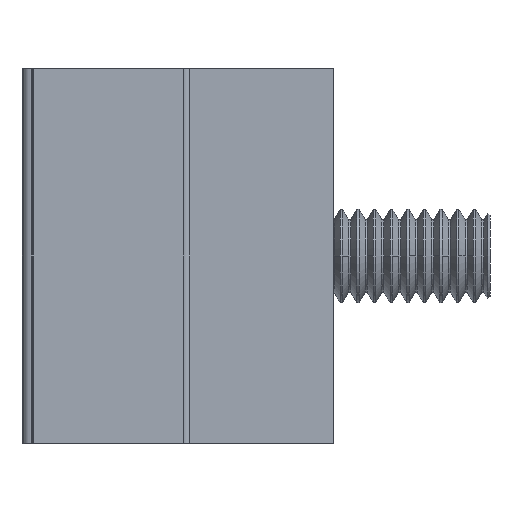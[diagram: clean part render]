
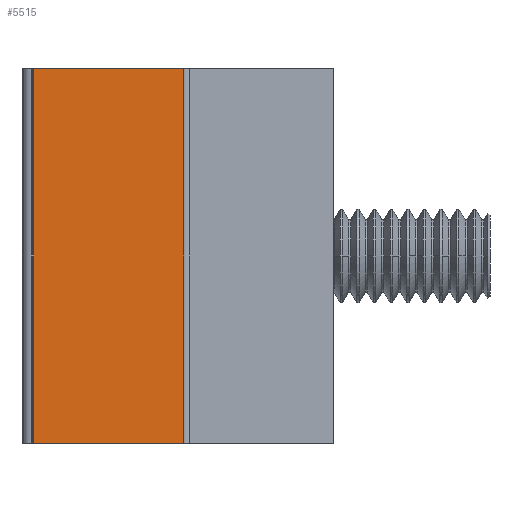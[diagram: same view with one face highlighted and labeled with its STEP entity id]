
A CAD part, left-side view. The second image highlights one B-rep face of the part: STEP entity #5515.
In plain terms, the highlighted planar face has unit normal (-1, 0, 0).
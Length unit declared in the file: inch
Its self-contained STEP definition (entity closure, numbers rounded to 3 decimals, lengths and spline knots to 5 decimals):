
#147 = LINE ( 'NONE', #1838, #3777 ) ;
#273 = DIRECTION ( 'NONE',  ( 0., 0., -1. ) ) ;
#388 = ORIENTED_EDGE ( 'NONE', *, *, #2188, .T. ) ;
#461 = FACE_OUTER_BOUND ( 'NONE', #7110, .T. ) ;
#541 = CARTESIAN_POINT ( 'NONE',  ( -1., -0.5, 0.625 ) ) ;
#716 = DIRECTION ( 'NONE',  ( 0., 1., 0. ) ) ;
#797 = DIRECTION ( 'NONE',  ( 0., 0., -1. ) ) ;
#931 = LINE ( 'NONE', #4196, #5429 ) ;
#974 = CARTESIAN_POINT ( 'NONE',  ( -1., -0.5, 0.625 ) ) ;
#1838 = CARTESIAN_POINT ( 'NONE',  ( -1., -0.52, -0.625 ) ) ;
#1871 = VERTEX_POINT ( 'NONE', #2374 ) ;
#2188 = EDGE_CURVE ( 'NONE', #5711, #7058, #931, .T. ) ;
#2340 = EDGE_CURVE ( 'NONE', #1871, #5711, #4552, .T. ) ;
#2374 = CARTESIAN_POINT ( 'NONE',  ( -1., -0.5, 0.625 ) ) ;
#2897 = CARTESIAN_POINT ( 'NONE',  ( -1., -0.52, 0.625 ) ) ;
#2952 = CARTESIAN_POINT ( 'NONE',  ( -1., 0., 0.625 ) ) ;
#3328 = DIRECTION ( 'NONE',  ( 0., 0., -1. ) ) ;
#3728 = EDGE_CURVE ( 'NONE', #4997, #7058, #147, .T. ) ;
#3777 = VECTOR ( 'NONE', #716, 39.37008 ) ;
#4196 = CARTESIAN_POINT ( 'NONE',  ( -1., 0., 0.625 ) ) ;
#4402 = CARTESIAN_POINT ( 'NONE',  ( -1., -0.5, -0.625 ) ) ;
#4458 = DIRECTION ( 'NONE',  ( 1., 0., 0. ) ) ;
#4552 = LINE ( 'NONE', #2897, #6835 ) ;
#4800 = VECTOR ( 'NONE', #273, 39.37008 ) ;
#4997 = VERTEX_POINT ( 'NONE', #4402 ) ;
#5254 = CARTESIAN_POINT ( 'NONE',  ( -1., 0., -0.625 ) ) ;
#5429 = VECTOR ( 'NONE', #797, 39.37008 ) ;
#5515 = ADVANCED_FACE ( 'NONE', ( #461 ), #6180, .F. ) ;
#5711 = VERTEX_POINT ( 'NONE', #2952 ) ;
#6047 = ORIENTED_EDGE ( 'NONE', *, *, #3728, .F. ) ;
#6092 = LINE ( 'NONE', #974, #4800 ) ;
#6180 = PLANE ( 'NONE',  #6682 ) ;
#6551 = ORIENTED_EDGE ( 'NONE', *, *, #2340, .T. ) ;
#6682 = AXIS2_PLACEMENT_3D ( 'NONE', #541, #4458, #3328 ) ;
#6835 = VECTOR ( 'NONE', #7342, 39.37008 ) ;
#7058 = VERTEX_POINT ( 'NONE', #5254 ) ;
#7110 = EDGE_LOOP ( 'NONE', ( #7240, #6551, #388, #6047 ) ) ;
#7240 = ORIENTED_EDGE ( 'NONE', *, *, #7280, .F. ) ;
#7280 = EDGE_CURVE ( 'NONE', #1871, #4997, #6092, .T. ) ;
#7342 = DIRECTION ( 'NONE',  ( 0., 1., 0. ) ) ;
